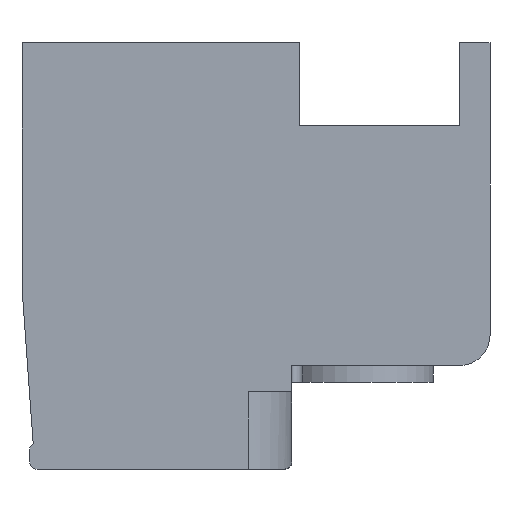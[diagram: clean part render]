
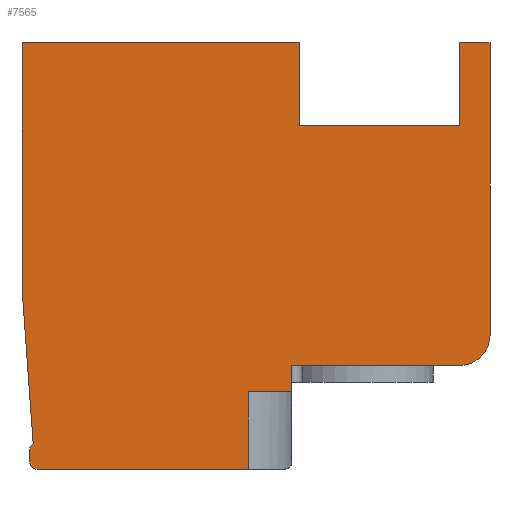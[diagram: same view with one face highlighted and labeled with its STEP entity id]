
A CAD part, front view. The second image highlights one B-rep face of the part: STEP entity #7565.
In plain terms, the highlighted planar face has unit normal (0, -1, 0).
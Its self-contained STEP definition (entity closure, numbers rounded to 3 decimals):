
#1=DIRECTION('',(0.,0.,1.));
#2=VECTOR('',#1,2.05);
#3=CARTESIAN_POINT('',(-0.15,0.,-6.175));
#4=LINE('',#3,#2);
#5=DIRECTION('',(-1.,0.,0.));
#6=VECTOR('',#5,5.6);
#7=CARTESIAN_POINT('',(-0.15,0.,-6.175));
#8=LINE('',#7,#6);
#9=CARTESIAN_POINT('',(-5.75,0.,-5.975));
#10=DIRECTION('',(0.,1.,0.));
#11=DIRECTION('',(0.,0.,-1.));
#12=AXIS2_PLACEMENT_3D('',#9,#10,#11);
#14=DIRECTION('',(0.,0.,1.));
#15=VECTOR('',#14,0.3);
#16=CARTESIAN_POINT('',(-5.95,0.,-5.975));
#17=LINE('',#16,#15);
#18=CARTESIAN_POINT('',(-5.75,0.,-5.675));
#19=DIRECTION('',(0.,1.,0.));
#20=DIRECTION('',(-1.,0.,0.));
#21=AXIS2_PLACEMENT_3D('',#18,#19,#20);
#23=DIRECTION('',(-0.072,0.,0.997));
#24=VECTOR('',#23,4.13);
#25=CARTESIAN_POINT('',(-5.854,0.,-5.504));
#26=LINE('',#25,#24);
#27=DIRECTION('',(0.,0.,1.));
#28=VECTOR('',#27,6.51);
#29=CARTESIAN_POINT('',(-6.15,0.,-1.385));
#30=LINE('',#29,#28);
#31=DIRECTION('',(1.,0.,0.));
#32=VECTOR('',#31,7.35);
#33=CARTESIAN_POINT('',(-6.15,0.,5.125));
#34=LINE('',#33,#32);
#35=DIRECTION('',(0.,0.,-1.));
#36=VECTOR('',#35,2.2);
#37=CARTESIAN_POINT('',(1.2,0.,5.125));
#38=LINE('',#37,#36);
#39=DIRECTION('',(1.,0.,0.));
#40=VECTOR('',#39,4.25);
#41=CARTESIAN_POINT('',(1.2,0.,2.925));
#42=LINE('',#41,#40);
#43=DIRECTION('',(0.,0.,1.));
#44=VECTOR('',#43,2.2);
#45=CARTESIAN_POINT('',(5.45,0.,2.925));
#46=LINE('',#45,#44);
#47=DIRECTION('',(1.,0.,0.));
#48=VECTOR('',#47,0.8);
#49=CARTESIAN_POINT('',(5.45,0.,5.125));
#50=LINE('',#49,#48);
#51=DIRECTION('',(0.,0.,-1.));
#52=VECTOR('',#51,7.75);
#53=CARTESIAN_POINT('',(6.25,0.,5.125));
#54=LINE('',#53,#52);
#55=CARTESIAN_POINT('',(5.45,0.,-2.625));
#56=DIRECTION('',(0.,1.,0.));
#57=DIRECTION('',(1.,0.,0.));
#58=AXIS2_PLACEMENT_3D('',#55,#56,#57);
#60=DIRECTION('',(-1.,0.,0.));
#61=VECTOR('',#60,4.45);
#62=CARTESIAN_POINT('',(5.45,0.,-3.425));
#63=LINE('',#62,#61);
#64=DIRECTION('',(0.,0.,-1.));
#65=VECTOR('',#64,0.7);
#66=CARTESIAN_POINT('',(1.,0.,-3.425));
#67=LINE('',#66,#65);
#68=DIRECTION('',(1.,0.,0.));
#69=VECTOR('',#68,1.15);
#70=CARTESIAN_POINT('',(-0.15,0.,-4.125));
#71=LINE('',#70,#69);
#5806=CARTESIAN_POINT('',(6.25,0.,5.125));
#5807=CARTESIAN_POINT('',(6.25,0.,-2.625));
#5808=VERTEX_POINT('',#5806);
#5809=VERTEX_POINT('',#5807);
#5810=CARTESIAN_POINT('',(5.45,0.,-3.425));
#5811=VERTEX_POINT('',#5810);
#5812=CARTESIAN_POINT('',(1.,0.,-3.425));
#5813=VERTEX_POINT('',#5812);
#5814=CARTESIAN_POINT('',(-5.75,0.,-6.175));
#5815=CARTESIAN_POINT('',(-5.95,0.,-5.975));
#5816=VERTEX_POINT('',#5814);
#5817=VERTEX_POINT('',#5815);
#5818=CARTESIAN_POINT('',(-5.95,0.,-5.675));
#5819=VERTEX_POINT('',#5818);
#5820=CARTESIAN_POINT('',(-5.854,0.,-5.504));
#5821=VERTEX_POINT('',#5820);
#5822=CARTESIAN_POINT('',(-6.15,0.,-1.385));
#5823=VERTEX_POINT('',#5822);
#5824=CARTESIAN_POINT('',(-6.15,0.,5.125));
#5825=VERTEX_POINT('',#5824);
#5826=CARTESIAN_POINT('',(1.2,0.,5.125));
#5827=CARTESIAN_POINT('',(1.2,0.,2.925));
#5828=VERTEX_POINT('',#5826);
#5829=VERTEX_POINT('',#5827);
#5830=CARTESIAN_POINT('',(5.45,0.,2.925));
#5831=VERTEX_POINT('',#5830);
#5832=CARTESIAN_POINT('',(5.45,0.,5.125));
#5833=VERTEX_POINT('',#5832);
#6284=CARTESIAN_POINT('',(-0.15,0.,-6.175));
#6285=CARTESIAN_POINT('',(-0.15,0.,-4.125));
#6286=VERTEX_POINT('',#6284);
#6287=VERTEX_POINT('',#6285);
#6288=CARTESIAN_POINT('',(1.,0.,-4.125));
#6289=VERTEX_POINT('',#6288);
#7524=CARTESIAN_POINT('',(0.,0.,0.));
#7525=DIRECTION('',(0.,1.,0.));
#7526=DIRECTION('',(1.,0.,0.));
#7527=AXIS2_PLACEMENT_3D('',#7524,#7525,#7526);
#7528=PLANE('',#7527);
#7530=ORIENTED_EDGE('',*,*,#7529,.F.);
#7532=ORIENTED_EDGE('',*,*,#7531,.T.);
#7534=ORIENTED_EDGE('',*,*,#7533,.T.);
#7536=ORIENTED_EDGE('',*,*,#7535,.T.);
#7538=ORIENTED_EDGE('',*,*,#7537,.T.);
#7540=ORIENTED_EDGE('',*,*,#7539,.T.);
#7542=ORIENTED_EDGE('',*,*,#7541,.T.);
#7544=ORIENTED_EDGE('',*,*,#7543,.T.);
#7546=ORIENTED_EDGE('',*,*,#7545,.T.);
#7548=ORIENTED_EDGE('',*,*,#7547,.T.);
#7550=ORIENTED_EDGE('',*,*,#7549,.T.);
#7552=ORIENTED_EDGE('',*,*,#7551,.T.);
#7554=ORIENTED_EDGE('',*,*,#7553,.T.);
#7556=ORIENTED_EDGE('',*,*,#7555,.T.);
#7558=ORIENTED_EDGE('',*,*,#7557,.T.);
#7560=ORIENTED_EDGE('',*,*,#7559,.T.);
#7562=ORIENTED_EDGE('',*,*,#7561,.F.);
#7563=EDGE_LOOP('',(#7530,#7532,#7534,#7536,#7538,#7540,#7542,#7544,#7546,#7548,
#7550,#7552,#7554,#7556,#7558,#7560,#7562));
#7564=FACE_OUTER_BOUND('',#7563,.F.);
#7565=ADVANCED_FACE('',(#7564),#7528,.F.);
#13=CIRCLE('',#12,0.2);
#22=CIRCLE('',#21,0.2);
#59=CIRCLE('',#58,0.8);
#7529=EDGE_CURVE('',#6286,#6287,#4,.T.);
#7531=EDGE_CURVE('',#6286,#5816,#8,.T.);
#7533=EDGE_CURVE('',#5816,#5817,#13,.T.);
#7535=EDGE_CURVE('',#5817,#5819,#17,.T.);
#7537=EDGE_CURVE('',#5819,#5821,#22,.T.);
#7539=EDGE_CURVE('',#5821,#5823,#26,.T.);
#7541=EDGE_CURVE('',#5823,#5825,#30,.T.);
#7543=EDGE_CURVE('',#5825,#5828,#34,.T.);
#7545=EDGE_CURVE('',#5828,#5829,#38,.T.);
#7547=EDGE_CURVE('',#5829,#5831,#42,.T.);
#7549=EDGE_CURVE('',#5831,#5833,#46,.T.);
#7551=EDGE_CURVE('',#5833,#5808,#50,.T.);
#7553=EDGE_CURVE('',#5808,#5809,#54,.T.);
#7555=EDGE_CURVE('',#5809,#5811,#59,.T.);
#7557=EDGE_CURVE('',#5811,#5813,#63,.T.);
#7559=EDGE_CURVE('',#5813,#6289,#67,.T.);
#7561=EDGE_CURVE('',#6287,#6289,#71,.T.);
